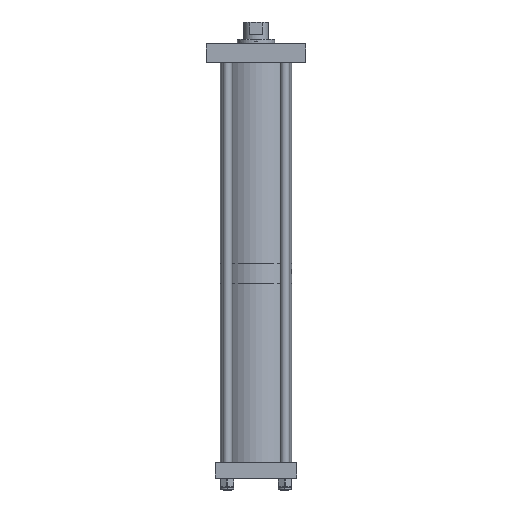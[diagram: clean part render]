
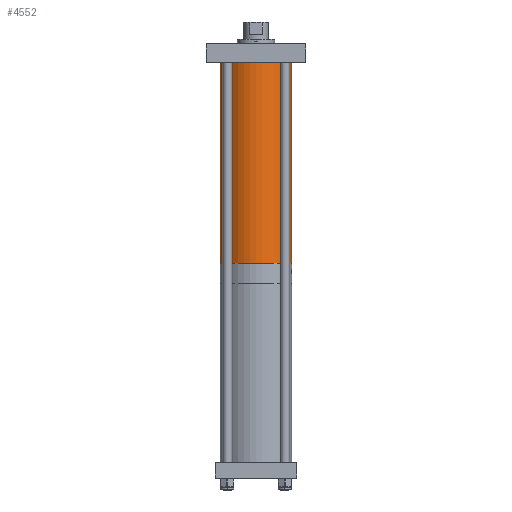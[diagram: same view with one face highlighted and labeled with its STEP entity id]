
A CAD part, front view. The second image highlights one B-rep face of the part: STEP entity #4552.
In plain terms, the highlighted cylindrical face has radius 73.025 mm (diameter 146.05 mm), a partial arc.
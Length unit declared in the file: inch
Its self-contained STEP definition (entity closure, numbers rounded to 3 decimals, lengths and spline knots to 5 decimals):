
#720 = CARTESIAN_POINT ( 'NONE',  ( 16.08, 0., 2.875 ) ) ;
#840 = DIRECTION ( 'NONE',  ( -1., 0., 0. ) ) ;
#867 = DIRECTION ( 'NONE',  ( -1., 0., 0. ) ) ;
#1022 = CIRCLE ( 'NONE', #2842, 2.875 ) ;
#1063 = VERTEX_POINT ( 'NONE', #3346 ) ;
#1091 = VECTOR ( 'NONE', #867, 39.37008 ) ;
#1665 = EDGE_CURVE ( 'NONE', #8849, #4789, #1022, .T. ) ;
#1888 = ORIENTED_EDGE ( 'NONE', *, *, #2861, .F. ) ;
#2244 = DIRECTION ( 'NONE',  ( 1., 0., 0. ) ) ;
#2522 = VECTOR ( 'NONE', #8619, 39.37008 ) ;
#2842 = AXIS2_PLACEMENT_3D ( 'NONE', #6683, #2244, #7968 ) ;
#2861 = EDGE_CURVE ( 'NONE', #4789, #1063, #7344, .T. ) ;
#2925 = CARTESIAN_POINT ( 'NONE',  ( 16.08, 0., -2.875 ) ) ;
#3012 = CARTESIAN_POINT ( 'NONE',  ( 0., 0., 2.875 ) ) ;
#3346 = CARTESIAN_POINT ( 'NONE',  ( 0., 0., -2.875 ) ) ;
#3564 = ORIENTED_EDGE ( 'NONE', *, *, #9912, .T. ) ;
#4186 = AXIS2_PLACEMENT_3D ( 'NONE', #5254, #840, #6596 ) ;
#4300 = ORIENTED_EDGE ( 'NONE', *, *, #1665, .F. ) ;
#4443 = DIRECTION ( 'NONE',  ( 1., 0., 0. ) ) ;
#4552 = ADVANCED_FACE ( 'NONE', ( #8856 ), #9632, .T. ) ;
#4789 = VERTEX_POINT ( 'NONE', #6710 ) ;
#5254 = CARTESIAN_POINT ( 'NONE',  ( 16.08, 0., 0. ) ) ;
#5282 = CARTESIAN_POINT ( 'NONE',  ( 16.08, 0., 2.875 ) ) ;
#5792 = VERTEX_POINT ( 'NONE', #3012 ) ;
#6231 = EDGE_CURVE ( 'NONE', #8849, #5792, #9668, .T. ) ;
#6596 = DIRECTION ( 'NONE',  ( 0., 0., 1. ) ) ;
#6683 = CARTESIAN_POINT ( 'NONE',  ( 16.08, 0., 0. ) ) ;
#6710 = CARTESIAN_POINT ( 'NONE',  ( 16.08, 0., -2.875 ) ) ;
#7344 = LINE ( 'NONE', #2925, #2522 ) ;
#7737 = CIRCLE ( 'NONE', #9521, 2.875 ) ;
#7968 = DIRECTION ( 'NONE',  ( 0., 0., -1. ) ) ;
#8163 = EDGE_LOOP ( 'NONE', ( #1888, #4300, #8218, #3564 ) ) ;
#8218 = ORIENTED_EDGE ( 'NONE', *, *, #6231, .T. ) ;
#8619 = DIRECTION ( 'NONE',  ( -1., 0., 0. ) ) ;
#8849 = VERTEX_POINT ( 'NONE', #720 ) ;
#8853 = DIRECTION ( 'NONE',  ( 0., 0., -1. ) ) ;
#8856 = FACE_OUTER_BOUND ( 'NONE', #8163, .T. ) ;
#9521 = AXIS2_PLACEMENT_3D ( 'NONE', #10118, #4443, #8853 ) ;
#9632 = CYLINDRICAL_SURFACE ( 'NONE', #4186, 2.875 ) ;
#9668 = LINE ( 'NONE', #5282, #1091 ) ;
#9912 = EDGE_CURVE ( 'NONE', #5792, #1063, #7737, .T. ) ;
#10118 = CARTESIAN_POINT ( 'NONE',  ( 0., 0., 0. ) ) ;
